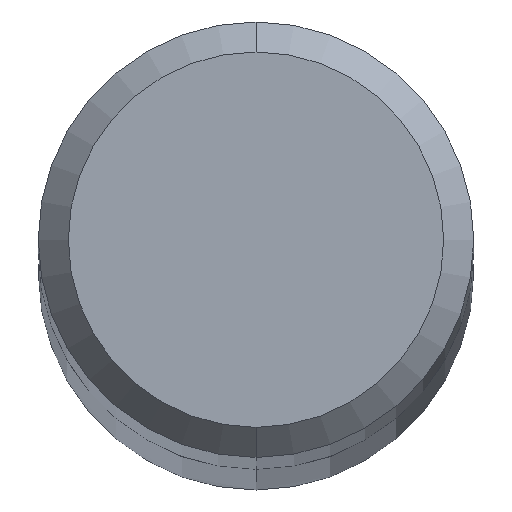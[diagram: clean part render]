
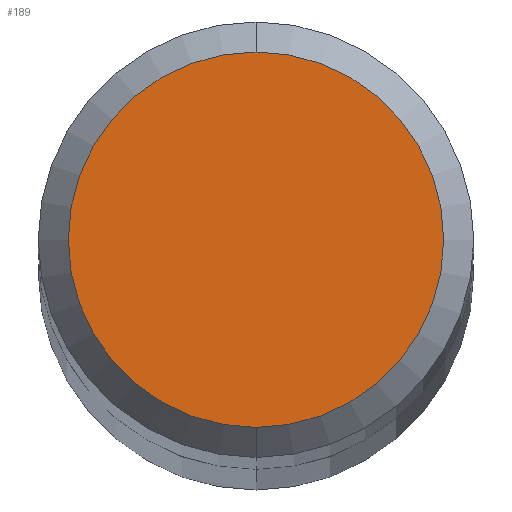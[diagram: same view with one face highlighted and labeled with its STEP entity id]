
A CAD part, top view. The second image highlights one B-rep face of the part: STEP entity #189.
In plain terms, the highlighted planar face has unit normal (0, 0, 1).
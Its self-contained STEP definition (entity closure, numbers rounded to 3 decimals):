
#189=ADVANCED_FACE('',(#450),#451,.T.);
#297=EDGE_CURVE('',#311,#321,#570,.T.);
#311=VERTEX_POINT('',#586);
#321=VERTEX_POINT('',#597);
#325=EDGE_CURVE('',#321,#311,#602,.T.);
#450=FACE_OUTER_BOUND('',#764,.T.);
#451=PLANE('',#765);
#570=CIRCLE('',#1059,2.5);
#586=CARTESIAN_POINT('',(0.,-2.5,88.0));
#597=CARTESIAN_POINT('',(0.0,2.5,88.0));
#602=CIRCLE('',#1106,2.5);
#764=EDGE_LOOP('',(#1308,#1309));
#765=AXIS2_PLACEMENT_3D('',#1310,#1311,#1312);
#1059=AXIS2_PLACEMENT_3D('',#1444,#1445,#1446);
#1106=AXIS2_PLACEMENT_3D('',#1480,#1481,#1482);
#1308=ORIENTED_EDGE('',*,*,#325,.F.);
#1309=ORIENTED_EDGE('',*,*,#297,.F.);
#1310=CARTESIAN_POINT('',(0.0,1.25,88.0));
#1311=DIRECTION('',(0.0,0.0,1.0));
#1312=DIRECTION('',(0.0,-1.0,0.0));
#1444=CARTESIAN_POINT('',(0.0,0.0,88.0));
#1445=DIRECTION('',(0.0,0.0,-1.0));
#1446=DIRECTION('',(0.0,1.0,0.0));
#1480=CARTESIAN_POINT('',(0.0,0.0,88.0));
#1481=DIRECTION('',(0.0,0.0,-1.0));
#1482=DIRECTION('',(0.0,1.0,0.0));
